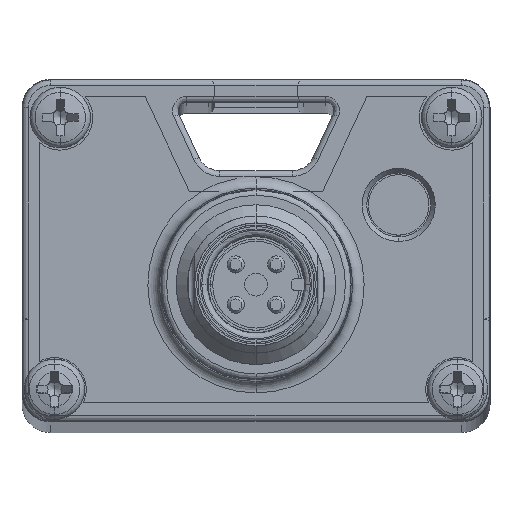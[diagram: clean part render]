
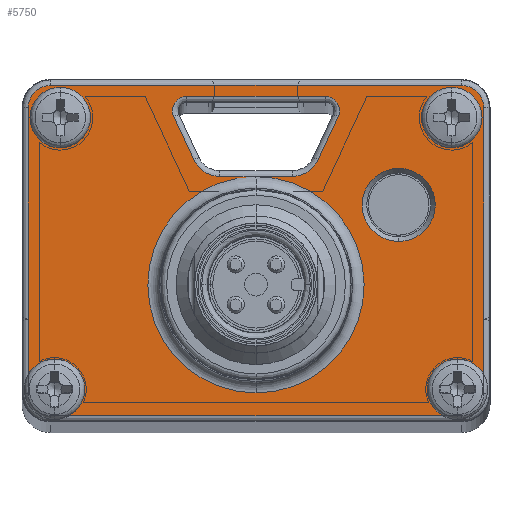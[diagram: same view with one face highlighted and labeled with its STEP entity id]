
A CAD part, top view. The second image highlights one B-rep face of the part: STEP entity #5750.
In plain terms, the highlighted planar face has unit normal (0, 0, 1).
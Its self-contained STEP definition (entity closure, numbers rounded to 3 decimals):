
#535=CARTESIAN_POINT('',(-18.,-2.5,2.));
#536=DIRECTION('',(0.,0.,-1.));
#537=DIRECTION('',(-1.,0.,0.));
#538=AXIS2_PLACEMENT_3D('',#535,#536,#537);
#540=CARTESIAN_POINT('',(18.,-2.5,2.));
#541=DIRECTION('',(0.,0.,-1.));
#542=DIRECTION('',(0.,1.,0.));
#543=AXIS2_PLACEMENT_3D('',#540,#541,#542);
#545=CARTESIAN_POINT('',(18.,-27.5,2.));
#546=DIRECTION('',(0.,0.,-1.));
#547=DIRECTION('',(1.,0.,0.));
#548=AXIS2_PLACEMENT_3D('',#545,#546,#547);
#550=CARTESIAN_POINT('',(-18.,-27.5,2.));
#551=DIRECTION('',(0.,0.,-1.));
#552=DIRECTION('',(0.,-1.,0.));
#553=AXIS2_PLACEMENT_3D('',#550,#551,#552);
#555=CARTESIAN_POINT('',(-17.65,-27.15,2.));
#556=DIRECTION('',(0.,0.,1.));
#557=DIRECTION('',(1.,0.,0.));
#558=AXIS2_PLACEMENT_3D('',#555,#556,#557);
#560=CARTESIAN_POINT('',(-17.65,-27.15,2.));
#561=DIRECTION('',(0.,0.,1.));
#562=DIRECTION('',(-1.,0.,0.));
#563=AXIS2_PLACEMENT_3D('',#560,#561,#562);
#565=CARTESIAN_POINT('',(17.65,-27.15,2.));
#566=DIRECTION('',(0.,0.,1.));
#567=DIRECTION('',(1.,0.,0.));
#568=AXIS2_PLACEMENT_3D('',#565,#566,#567);
#570=CARTESIAN_POINT('',(17.65,-27.15,2.));
#571=DIRECTION('',(0.,0.,1.));
#572=DIRECTION('',(-1.,0.,0.));
#573=AXIS2_PLACEMENT_3D('',#570,#571,#572);
#575=CARTESIAN_POINT('',(0.,-18.,2.));
#576=DIRECTION('',(0.,0.,1.));
#577=DIRECTION('',(0.,-1.,0.));
#578=AXIS2_PLACEMENT_3D('',#575,#576,#577);
#580=CARTESIAN_POINT('',(3.18,-6.,2.));
#581=DIRECTION('',(0.,0.,1.));
#582=DIRECTION('',(0.,-1.,0.));
#583=AXIS2_PLACEMENT_3D('',#580,#581,#582);
#585=DIRECTION('',(0.423,0.906,0.));
#586=VECTOR('',#585,4.169);
#587=CARTESIAN_POINT('',(5.446,-7.057,2.));
#588=LINE('',#587,#586);
#589=CARTESIAN_POINT('',(6.075,-2.75,2.));
#590=DIRECTION('',(0.,0.,1.));
#591=DIRECTION('',(0.906,-0.423,0.));
#592=AXIS2_PLACEMENT_3D('',#589,#590,#591);
#594=CARTESIAN_POINT('',(-6.075,-2.75,2.));
#595=DIRECTION('',(0.,0.,1.));
#596=DIRECTION('',(0.,1.,0.));
#597=AXIS2_PLACEMENT_3D('',#594,#595,#596);
#599=DIRECTION('',(0.423,-0.906,0.));
#600=VECTOR('',#599,4.169);
#601=CARTESIAN_POINT('',(-7.208,-3.278,2.));
#602=LINE('',#601,#600);
#603=CARTESIAN_POINT('',(-3.18,-6.,2.));
#604=DIRECTION('',(0.,0.,1.));
#605=DIRECTION('',(-0.906,-0.423,0.));
#606=AXIS2_PLACEMENT_3D('',#603,#604,#605);
#608=CARTESIAN_POINT('',(0.,-18.,2.));
#609=DIRECTION('',(0.,0.,1.));
#610=DIRECTION('',(0.002,1.,0.));
#611=AXIS2_PLACEMENT_3D('',#608,#609,#610);
#613=CARTESIAN_POINT('',(12.5,-11.,2.));
#614=DIRECTION('',(0.,0.,1.));
#615=DIRECTION('',(0.,-1.,0.));
#616=AXIS2_PLACEMENT_3D('',#613,#614,#615);
#618=CARTESIAN_POINT('',(12.5,-11.,2.));
#619=DIRECTION('',(0.,0.,1.));
#620=DIRECTION('',(0.,1.,0.));
#621=AXIS2_PLACEMENT_3D('',#618,#619,#620);
#623=CARTESIAN_POINT('',(17.15,-3.35,2.));
#624=DIRECTION('',(0.,0.,-1.));
#625=DIRECTION('',(0.,-1.,0.));
#626=AXIS2_PLACEMENT_3D('',#623,#624,#625);
#628=CARTESIAN_POINT('',(17.15,-3.35,2.));
#629=DIRECTION('',(0.,0.,-1.));
#630=DIRECTION('',(0.,1.,0.));
#631=AXIS2_PLACEMENT_3D('',#628,#629,#630);
#633=CARTESIAN_POINT('',(-17.15,-3.35,2.));
#634=DIRECTION('',(0.,0.,-1.));
#635=DIRECTION('',(0.,-1.,0.));
#636=AXIS2_PLACEMENT_3D('',#633,#634,#635);
#638=CARTESIAN_POINT('',(-17.15,-3.35,2.));
#639=DIRECTION('',(0.,0.,-1.));
#640=DIRECTION('',(0.,1.,0.));
#641=AXIS2_PLACEMENT_3D('',#638,#639,#640);
#648=DIRECTION('',(0.,-1.,0.));
#649=VECTOR('',#648,25.);
#650=CARTESIAN_POINT('',(-19.961,-2.5,2.));
#651=LINE('',#650,#649);
#672=DIRECTION('',(1.,0.,0.));
#673=VECTOR('',#672,36.);
#674=CARTESIAN_POINT('',(-18.,-29.461,2.));
#675=LINE('',#674,#673);
#691=DIRECTION('',(0.,1.,0.));
#692=VECTOR('',#691,25.);
#693=CARTESIAN_POINT('',(19.961,-27.5,2.));
#694=LINE('',#693,#692);
#710=DIRECTION('',(-1.,0.,0.));
#711=VECTOR('',#710,36.);
#712=CARTESIAN_POINT('',(18.,-0.539,2.));
#713=LINE('',#712,#711);
#1997=DIRECTION('',(1.,0.,0.));
#1998=VECTOR('',#1997,12.15);
#1999=CARTESIAN_POINT('',(-6.075,-1.5,
2.));
#2000=LINE('',#1999,#1998);
#2021=DIRECTION('',(-1.,-0.004,0.));
#2022=VECTOR('',#2021,3.203);
#2023=CARTESIAN_POINT('',(3.18,-8.5,2.));
#2024=LINE('',#2023,#2022);
#2025=DIRECTION('',(-1.,0.004,0.));
#2026=VECTOR('',#2025,3.158);
#2027=CARTESIAN_POINT('',(-0.022,-8.514,2.));
#2028=LINE('',#2027,#2026);
#4034=CARTESIAN_POINT('',(-18.,-0.539,2.));
#4035=VERTEX_POINT('',#4034);
#4036=CARTESIAN_POINT('',(-16.15,-27.15,2.));
#4037=CARTESIAN_POINT('',(-19.15,-27.15,2.));
#4038=VERTEX_POINT('',#4036);
#4039=VERTEX_POINT('',#4037);
#4040=CARTESIAN_POINT('',(19.15,-27.15,2.));
#4041=CARTESIAN_POINT('',(16.15,-27.15,2.));
#4042=VERTEX_POINT('',#4040);
#4043=VERTEX_POINT('',#4041);
#4044=CARTESIAN_POINT('',(0.,-27.474,2.));
#4045=CARTESIAN_POINT('',(-0.075,-8.526,2.));
#4046=VERTEX_POINT('',#4044);
#4047=VERTEX_POINT('',#4045);
#4048=CARTESIAN_POINT('',(-6.075,-1.5,2.));
#4049=CARTESIAN_POINT('',(-7.208,-3.278,
2.));
#4050=VERTEX_POINT('',#4048);
#4051=VERTEX_POINT('',#4049);
#4052=CARTESIAN_POINT('',(-5.446,-7.057,2.));
#4053=VERTEX_POINT('',#4052);
#4054=CARTESIAN_POINT('',(-3.18,-8.5,2.));
#4055=VERTEX_POINT('',#4054);
#4056=CARTESIAN_POINT('',(3.18,-8.5,2.));
#4057=CARTESIAN_POINT('',(5.446,-7.057,2.));
#4058=VERTEX_POINT('',#4056);
#4059=VERTEX_POINT('',#4057);
#4060=CARTESIAN_POINT('',(7.208,-3.278,2.));
#4061=VERTEX_POINT('',#4060);
#4062=CARTESIAN_POINT('',(6.075,-1.5,2.));
#4063=VERTEX_POINT('',#4062);
#4064=CARTESIAN_POINT('',(-19.961,-2.5,2.));
#4065=VERTEX_POINT('',#4064);
#4066=CARTESIAN_POINT('',(18.,-0.539,2.));
#4067=VERTEX_POINT('',#4066);
#4068=CARTESIAN_POINT('',(19.961,-2.5,2.));
#4069=VERTEX_POINT('',#4068);
#4070=CARTESIAN_POINT('',(19.961,-27.5,2.));
#4071=VERTEX_POINT('',#4070);
#4072=CARTESIAN_POINT('',(18.,-29.461,2.));
#4073=VERTEX_POINT('',#4072);
#4074=CARTESIAN_POINT('',(-18.,-29.461,2.));
#4075=VERTEX_POINT('',#4074);
#4076=CARTESIAN_POINT('',(-19.961,-27.5,2.));
#4077=VERTEX_POINT('',#4076);
#4078=CARTESIAN_POINT('',(12.5,-14.2,2.));
#4079=CARTESIAN_POINT('',(12.5,-7.8,2.));
#4080=VERTEX_POINT('',#4078);
#4081=VERTEX_POINT('',#4079);
#4955=CARTESIAN_POINT('',(17.15,-6.,2.));
#4956=CARTESIAN_POINT('',(17.15,-0.7,2.));
#4957=VERTEX_POINT('',#4955);
#4958=VERTEX_POINT('',#4956);
#4959=CARTESIAN_POINT('',(-17.15,-6.,2.));
#4960=CARTESIAN_POINT('',(-17.15,-0.7,2.));
#4961=VERTEX_POINT('',#4959);
#4962=VERTEX_POINT('',#4960);
#5674=CARTESIAN_POINT('',(0.,-15.,2.));
#5675=DIRECTION('',(0.,0.,1.));
#5676=DIRECTION('',(-1.,0.,0.));
#5677=AXIS2_PLACEMENT_3D('',#5674,#5675,#5676);
#5678=PLANE('',#5677);
#5680=ORIENTED_EDGE('',*,*,#5679,.T.);
#5682=ORIENTED_EDGE('',*,*,#5681,.F.);
#5684=ORIENTED_EDGE('',*,*,#5683,.T.);
#5686=ORIENTED_EDGE('',*,*,#5685,.F.);
#5688=ORIENTED_EDGE('',*,*,#5687,.T.);
#5690=ORIENTED_EDGE('',*,*,#5689,.F.);
#5692=ORIENTED_EDGE('',*,*,#5691,.T.);
#5694=ORIENTED_EDGE('',*,*,#5693,.F.);
#5695=EDGE_LOOP('',(#5680,#5682,#5684,#5686,#5688,#5690,#5692,#5694));
#5696=FACE_OUTER_BOUND('',#5695,.F.);
#5698=ORIENTED_EDGE('',*,*,#5697,.T.);
#5700=ORIENTED_EDGE('',*,*,#5699,.T.);
#5701=EDGE_LOOP('',(#5698,#5700));
#5702=FACE_BOUND('',#5701,.F.);
#5704=ORIENTED_EDGE('',*,*,#5703,.T.);
#5706=ORIENTED_EDGE('',*,*,#5705,.T.);
#5707=EDGE_LOOP('',(#5704,#5706));
#5708=FACE_BOUND('',#5707,.F.);
#5709=ORIENTED_EDGE('',*,*,#5657,.T.);
#5711=ORIENTED_EDGE('',*,*,#5710,.F.);
#5713=ORIENTED_EDGE('',*,*,#5712,.T.);
#5715=ORIENTED_EDGE('',*,*,#5714,.T.);
#5717=ORIENTED_EDGE('',*,*,#5716,.T.);
#5719=ORIENTED_EDGE('',*,*,#5718,.F.);
#5721=ORIENTED_EDGE('',*,*,#5720,.T.);
#5723=ORIENTED_EDGE('',*,*,#5722,.T.);
#5725=ORIENTED_EDGE('',*,*,#5724,.T.);
#5727=ORIENTED_EDGE('',*,*,#5726,.F.);
#5729=ORIENTED_EDGE('',*,*,#5728,.T.);
#5730=EDGE_LOOP('',(#5709,#5711,#5713,#5715,#5717,#5719,#5721,#5723,#5725,#5727,
#5729));
#5731=FACE_BOUND('',#5730,.F.);
#5733=ORIENTED_EDGE('',*,*,#5732,.T.);
#5735=ORIENTED_EDGE('',*,*,#5734,.T.);
#5736=EDGE_LOOP('',(#5733,#5735));
#5737=FACE_BOUND('',#5736,.F.);
#5739=ORIENTED_EDGE('',*,*,#5738,.F.);
#5741=ORIENTED_EDGE('',*,*,#5740,.F.);
#5742=EDGE_LOOP('',(#5739,#5741));
#5743=FACE_BOUND('',#5742,.F.);
#5745=ORIENTED_EDGE('',*,*,#5744,.F.);
#5747=ORIENTED_EDGE('',*,*,#5746,.F.);
#5748=EDGE_LOOP('',(#5745,#5747));
#5749=FACE_BOUND('',#5748,.F.);
#5750=ADVANCED_FACE('',(#5696,#5702,#5708,#5731,#5737,#5743,#5749),#5678,.T.);
#539=CIRCLE('',#538,1.961);
#544=CIRCLE('',#543,1.961);
#549=CIRCLE('',#548,1.961);
#554=CIRCLE('',#553,1.961);
#559=CIRCLE('',#558,1.5);
#564=CIRCLE('',#563,1.5);
#569=CIRCLE('',#568,1.5);
#574=CIRCLE('',#573,1.5);
#579=CIRCLE('',#578,9.474);
#584=CIRCLE('',#583,2.5);
#593=CIRCLE('',#592,1.25);
#598=CIRCLE('',#597,1.25);
#607=CIRCLE('',#606,2.5);
#612=CIRCLE('',#611,9.474);
#617=CIRCLE('',#616,3.2);
#622=CIRCLE('',#621,3.2);
#627=CIRCLE('',#626,2.65);
#632=CIRCLE('',#631,2.65);
#637=CIRCLE('',#636,2.65);
#642=CIRCLE('',#641,2.65);
#5657=EDGE_CURVE('',#4046,#4047,#579,.T.);
#5679=EDGE_CURVE('',#4065,#4035,#539,.T.);
#5681=EDGE_CURVE('',#4067,#4035,#713,.T.);
#5683=EDGE_CURVE('',#4067,#4069,#544,.T.);
#5685=EDGE_CURVE('',#4071,#4069,#694,.T.);
#5687=EDGE_CURVE('',#4071,#4073,#549,.T.);
#5689=EDGE_CURVE('',#4075,#4073,#675,.T.);
#5691=EDGE_CURVE('',#4075,#4077,#554,.T.);
#5693=EDGE_CURVE('',#4065,#4077,#651,.T.);
#5697=EDGE_CURVE('',#4038,#4039,#559,.T.);
#5699=EDGE_CURVE('',#4039,#4038,#564,.T.);
#5703=EDGE_CURVE('',#4042,#4043,#569,.T.);
#5705=EDGE_CURVE('',#4043,#4042,#574,.T.);
#5710=EDGE_CURVE('',#4058,#4047,#2024,.T.);
#5712=EDGE_CURVE('',#4058,#4059,#584,.T.);
#5714=EDGE_CURVE('',#4059,#4061,#588,.T.);
#5716=EDGE_CURVE('',#4061,#4063,#593,.T.);
#5718=EDGE_CURVE('',#4050,#4063,#2000,.T.);
#5720=EDGE_CURVE('',#4050,#4051,#598,.T.);
#5722=EDGE_CURVE('',#4051,#4053,#602,.T.);
#5724=EDGE_CURVE('',#4053,#4055,#607,.T.);
#5726=EDGE_CURVE('',#4047,#4055,#2028,.T.);
#5728=EDGE_CURVE('',#4047,#4046,#612,.T.);
#5732=EDGE_CURVE('',#4080,#4081,#617,.T.);
#5734=EDGE_CURVE('',#4081,#4080,#622,.T.);
#5738=EDGE_CURVE('',#4957,#4958,#627,.T.);
#5740=EDGE_CURVE('',#4958,#4957,#632,.T.);
#5744=EDGE_CURVE('',#4961,#4962,#637,.T.);
#5746=EDGE_CURVE('',#4962,#4961,#642,.T.);
